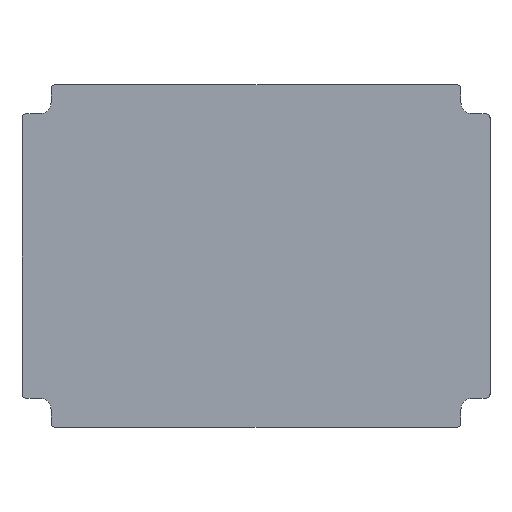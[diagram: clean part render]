
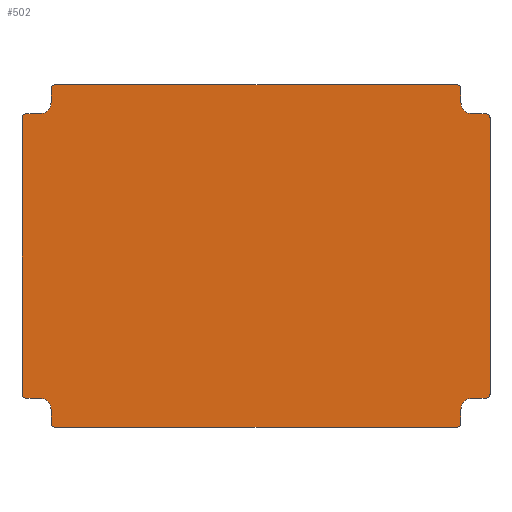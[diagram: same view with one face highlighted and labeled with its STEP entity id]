
A CAD part, top view. The second image highlights one B-rep face of the part: STEP entity #502.
In plain terms, the highlighted planar face has unit normal (0, 0, 1).
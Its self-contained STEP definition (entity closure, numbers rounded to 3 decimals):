
#28=PLANE('',#554);
#54=FACE_OUTER_BOUND('',#80,.T.);
#80=EDGE_LOOP('',(#441,#442,#443,#444,#445,#446,#447,#448,#449,#450,#451,
#452,#453,#454,#455,#456,#457,#458,#459,#460,#461,#462,#463,#464));
#83=LINE('',#717,#131);
#87=LINE('',#729,#135);
#91=LINE('',#741,#139);
#95=LINE('',#753,#143);
#99=LINE('',#765,#147);
#103=LINE('',#777,#151);
#107=LINE('',#789,#155);
#111=LINE('',#801,#159);
#115=LINE('',#813,#163);
#119=LINE('',#825,#167);
#123=LINE('',#837,#171);
#127=LINE('',#848,#175);
#131=VECTOR('',#567,10.);
#135=VECTOR('',#579,10.);
#139=VECTOR('',#591,10.);
#143=VECTOR('',#603,10.);
#147=VECTOR('',#615,10.);
#151=VECTOR('',#627,10.);
#155=VECTOR('',#639,10.);
#159=VECTOR('',#651,10.);
#163=VECTOR('',#663,10.);
#167=VECTOR('',#675,10.);
#171=VECTOR('',#687,10.);
#175=VECTOR('',#699,10.);
#177=CIRCLE('',#506,6.);
#179=CIRCLE('',#510,2.);
#181=CIRCLE('',#514,2.);
#183=CIRCLE('',#518,6.);
#185=CIRCLE('',#522,2.);
#187=CIRCLE('',#526,2.);
#189=CIRCLE('',#530,6.);
#191=CIRCLE('',#534,2.);
#193=CIRCLE('',#538,2.);
#195=CIRCLE('',#542,6.);
#197=CIRCLE('',#546,2.);
#199=CIRCLE('',#550,2.);
#201=VERTEX_POINT('',#707);
#202=VERTEX_POINT('',#708);
#205=VERTEX_POINT('',#716);
#207=VERTEX_POINT('',#722);
#209=VERTEX_POINT('',#728);
#211=VERTEX_POINT('',#734);
#213=VERTEX_POINT('',#740);
#215=VERTEX_POINT('',#746);
#217=VERTEX_POINT('',#752);
#219=VERTEX_POINT('',#758);
#221=VERTEX_POINT('',#764);
#223=VERTEX_POINT('',#770);
#225=VERTEX_POINT('',#776);
#227=VERTEX_POINT('',#782);
#229=VERTEX_POINT('',#788);
#231=VERTEX_POINT('',#794);
#233=VERTEX_POINT('',#800);
#235=VERTEX_POINT('',#806);
#237=VERTEX_POINT('',#812);
#239=VERTEX_POINT('',#818);
#241=VERTEX_POINT('',#824);
#243=VERTEX_POINT('',#830);
#245=VERTEX_POINT('',#836);
#247=VERTEX_POINT('',#842);
#249=EDGE_CURVE('',#201,#202,#177,.T.);
#253=EDGE_CURVE('',#202,#205,#83,.T.);
#256=EDGE_CURVE('',#207,#205,#179,.T.);
#259=EDGE_CURVE('',#207,#209,#87,.T.);
#262=EDGE_CURVE('',#211,#209,#181,.T.);
#265=EDGE_CURVE('',#213,#211,#91,.T.);
#268=EDGE_CURVE('',#213,#215,#183,.T.);
#271=EDGE_CURVE('',#217,#215,#95,.T.);
#274=EDGE_CURVE('',#219,#217,#185,.T.);
#277=EDGE_CURVE('',#221,#219,#99,.T.);
#280=EDGE_CURVE('',#223,#221,#187,.T.);
#283=EDGE_CURVE('',#223,#225,#103,.T.);
#286=EDGE_CURVE('',#225,#227,#189,.T.);
#289=EDGE_CURVE('',#227,#229,#107,.T.);
#292=EDGE_CURVE('',#231,#229,#191,.T.);
#295=EDGE_CURVE('',#231,#233,#111,.T.);
#298=EDGE_CURVE('',#235,#233,#193,.T.);
#301=EDGE_CURVE('',#237,#235,#115,.T.);
#304=EDGE_CURVE('',#237,#239,#195,.T.);
#307=EDGE_CURVE('',#241,#239,#119,.T.);
#310=EDGE_CURVE('',#243,#241,#197,.T.);
#313=EDGE_CURVE('',#245,#243,#123,.T.);
#316=EDGE_CURVE('',#247,#245,#199,.T.);
#319=EDGE_CURVE('',#247,#201,#127,.T.);
#441=ORIENTED_EDGE('',*,*,#319,.T.);
#442=ORIENTED_EDGE('',*,*,#249,.T.);
#443=ORIENTED_EDGE('',*,*,#253,.T.);
#444=ORIENTED_EDGE('',*,*,#256,.F.);
#445=ORIENTED_EDGE('',*,*,#259,.T.);
#446=ORIENTED_EDGE('',*,*,#262,.F.);
#447=ORIENTED_EDGE('',*,*,#265,.F.);
#448=ORIENTED_EDGE('',*,*,#268,.T.);
#449=ORIENTED_EDGE('',*,*,#271,.F.);
#450=ORIENTED_EDGE('',*,*,#274,.F.);
#451=ORIENTED_EDGE('',*,*,#277,.F.);
#452=ORIENTED_EDGE('',*,*,#280,.F.);
#453=ORIENTED_EDGE('',*,*,#283,.T.);
#454=ORIENTED_EDGE('',*,*,#286,.T.);
#455=ORIENTED_EDGE('',*,*,#289,.T.);
#456=ORIENTED_EDGE('',*,*,#292,.F.);
#457=ORIENTED_EDGE('',*,*,#295,.T.);
#458=ORIENTED_EDGE('',*,*,#298,.F.);
#459=ORIENTED_EDGE('',*,*,#301,.F.);
#460=ORIENTED_EDGE('',*,*,#304,.T.);
#461=ORIENTED_EDGE('',*,*,#307,.F.);
#462=ORIENTED_EDGE('',*,*,#310,.F.);
#463=ORIENTED_EDGE('',*,*,#313,.F.);
#464=ORIENTED_EDGE('',*,*,#316,.F.);
#502=ADVANCED_FACE('',(#54),#28,.F.);
#506=AXIS2_PLACEMENT_3D('',#709,#559,#560);
#510=AXIS2_PLACEMENT_3D('',#723,#572,#573);
#514=AXIS2_PLACEMENT_3D('',#735,#584,#585);
#518=AXIS2_PLACEMENT_3D('',#747,#596,#597);
#522=AXIS2_PLACEMENT_3D('',#759,#608,#609);
#526=AXIS2_PLACEMENT_3D('',#771,#620,#621);
#530=AXIS2_PLACEMENT_3D('',#783,#632,#633);
#534=AXIS2_PLACEMENT_3D('',#795,#644,#645);
#538=AXIS2_PLACEMENT_3D('',#807,#656,#657);
#542=AXIS2_PLACEMENT_3D('',#819,#668,#669);
#546=AXIS2_PLACEMENT_3D('',#831,#680,#681);
#550=AXIS2_PLACEMENT_3D('',#843,#692,#693);
#554=AXIS2_PLACEMENT_3D('',#851,#703,#704);
#559=DIRECTION('center_axis',(0.,0.,-1.));
#560=DIRECTION('ref_axis',(1.,0.,0.));
#567=DIRECTION('',(-1.,0.,0.));
#572=DIRECTION('center_axis',(0.,0.,-1.));
#573=DIRECTION('ref_axis',(1.,0.,0.));
#579=DIRECTION('',(0.,-1.,0.));
#584=DIRECTION('center_axis',(0.,0.,-1.));
#585=DIRECTION('ref_axis',(1.,0.,0.));
#591=DIRECTION('',(-1.,0.,0.));
#596=DIRECTION('center_axis',(0.,0.,-1.));
#597=DIRECTION('ref_axis',(1.,0.,0.));
#603=DIRECTION('',(0.,1.,0.));
#608=DIRECTION('center_axis',(0.,0.,-1.));
#609=DIRECTION('ref_axis',(1.,0.,0.));
#615=DIRECTION('',(-1.,0.,0.));
#620=DIRECTION('center_axis',(0.,0.,-1.));
#621=DIRECTION('ref_axis',(1.,0.,0.));
#627=DIRECTION('',(0.,1.,0.));
#632=DIRECTION('center_axis',(0.,0.,-1.));
#633=DIRECTION('ref_axis',(1.,0.,0.));
#639=DIRECTION('',(1.,0.,0.));
#644=DIRECTION('center_axis',(0.,0.,-1.));
#645=DIRECTION('ref_axis',(1.,0.,0.));
#651=DIRECTION('',(0.,1.,0.));
#656=DIRECTION('center_axis',(0.,0.,-1.));
#657=DIRECTION('ref_axis',(1.,0.,0.));
#663=DIRECTION('',(1.,0.,0.));
#668=DIRECTION('center_axis',(0.,0.,-1.));
#669=DIRECTION('ref_axis',(1.,0.,0.));
#675=DIRECTION('',(0.,-1.,0.));
#680=DIRECTION('center_axis',(0.,0.,-1.));
#681=DIRECTION('ref_axis',(1.,0.,0.));
#687=DIRECTION('',(1.,0.,0.));
#692=DIRECTION('center_axis',(0.,0.,-1.));
#693=DIRECTION('ref_axis',(1.,0.,0.));
#699=DIRECTION('',(0.,-1.,0.));
#703=DIRECTION('center_axis',(0.,0.,-1.));
#704=DIRECTION('ref_axis',(1.,0.,0.));
#707=CARTESIAN_POINT('',(-106.,79.5,0.));
#708=CARTESIAN_POINT('',(-112.,73.5,0.));
#709=CARTESIAN_POINT('Origin',(-112.,79.5,0.));
#716=CARTESIAN_POINT('',(-119.,73.5,0.));
#717=CARTESIAN_POINT('',(-106.,73.5,0.));
#722=CARTESIAN_POINT('',(-121.,71.5,0.));
#723=CARTESIAN_POINT('Origin',(-119.,71.5,0.));
#728=CARTESIAN_POINT('',(-121.,-71.5,0.));
#729=CARTESIAN_POINT('',(-121.,90.5,0.));
#734=CARTESIAN_POINT('',(-119.,-73.5,0.));
#735=CARTESIAN_POINT('Origin',(-119.,-71.5,0.));
#740=CARTESIAN_POINT('',(-112.,-73.5,0.));
#741=CARTESIAN_POINT('',(-106.,-73.5,0.));
#746=CARTESIAN_POINT('',(-106.,-79.5,0.));
#747=CARTESIAN_POINT('Origin',(-112.,-79.5,0.));
#752=CARTESIAN_POINT('',(-106.,-86.5,0.));
#753=CARTESIAN_POINT('',(-106.,-88.5,0.));
#758=CARTESIAN_POINT('',(-104.,-88.5,0.));
#759=CARTESIAN_POINT('Origin',(-104.,-86.5,0.));
#764=CARTESIAN_POINT('',(104.,-88.5,0.));
#765=CARTESIAN_POINT('',(123.,-88.5,0.));
#770=CARTESIAN_POINT('',(106.,-86.5,0.));
#771=CARTESIAN_POINT('Origin',(104.,-86.5,0.));
#776=CARTESIAN_POINT('',(106.,-79.5,0.));
#777=CARTESIAN_POINT('',(106.,-88.5,0.));
#782=CARTESIAN_POINT('',(112.,-73.5,0.));
#783=CARTESIAN_POINT('Origin',(112.,-79.5,0.));
#788=CARTESIAN_POINT('',(119.,-73.5,0.));
#789=CARTESIAN_POINT('',(106.,-73.5,0.));
#794=CARTESIAN_POINT('',(121.,-71.5,0.));
#795=CARTESIAN_POINT('Origin',(119.,-71.5,0.));
#800=CARTESIAN_POINT('',(121.,71.5,0.));
#801=CARTESIAN_POINT('',(121.,-90.5,0.));
#806=CARTESIAN_POINT('',(119.,73.5,0.));
#807=CARTESIAN_POINT('Origin',(119.,71.5,0.));
#812=CARTESIAN_POINT('',(112.,73.5,0.));
#813=CARTESIAN_POINT('',(106.,73.5,0.));
#818=CARTESIAN_POINT('',(106.,79.5,0.));
#819=CARTESIAN_POINT('Origin',(112.,79.5,0.));
#824=CARTESIAN_POINT('',(106.,86.5,0.));
#825=CARTESIAN_POINT('',(106.,88.5,0.));
#830=CARTESIAN_POINT('',(104.,88.5,0.));
#831=CARTESIAN_POINT('Origin',(104.,86.5,0.));
#836=CARTESIAN_POINT('',(-104.,88.5,0.));
#837=CARTESIAN_POINT('',(-123.,88.5,0.));
#842=CARTESIAN_POINT('',(-106.,86.5,0.));
#843=CARTESIAN_POINT('Origin',(-104.,86.5,0.));
#848=CARTESIAN_POINT('',(-106.,88.5,0.));
#851=CARTESIAN_POINT('Origin',(0.,0.,0.));
